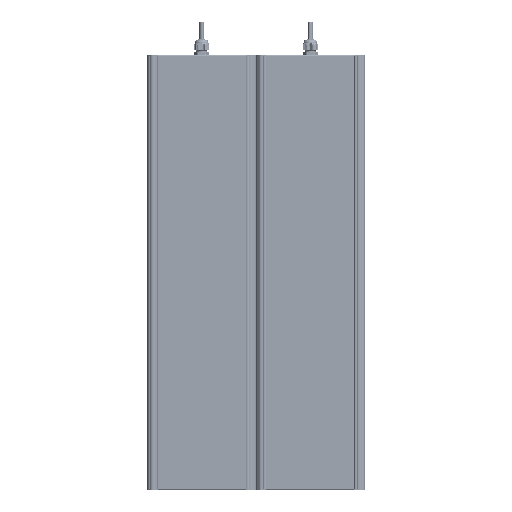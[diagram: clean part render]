
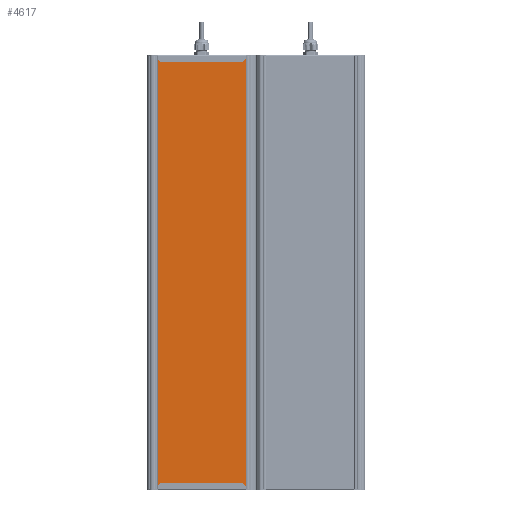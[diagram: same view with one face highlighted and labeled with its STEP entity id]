
A CAD part, front view. The second image highlights one B-rep face of the part: STEP entity #4617.
In plain terms, the highlighted face is planar.
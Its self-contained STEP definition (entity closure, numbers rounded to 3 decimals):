
#4617=ADVANCED_FACE('',(#14859),#14861,.T.);
#14859=FACE_BOUND('',#14860,.T.);
#14860=EDGE_LOOP('',(#45246,#45247,#45248,#45249));
#14861=PLANE('',#14862);
#14862=AXIS2_PLACEMENT_3D('',#14863,#14864,#14865);
#14863=CARTESIAN_POINT('',(2111.497,401.002,-34.582));
#14864=DIRECTION('',(0.,0.,-1.));
#14865=DIRECTION('',(0.,1.,0.));
#45246=ORIENTED_EDGE('',*,*,#53098,.F.);
#45247=ORIENTED_EDGE('',*,*,#53097,.T.);
#45248=ORIENTED_EDGE('',*,*,#53099,.F.);
#45249=ORIENTED_EDGE('',*,*,#53100,.F.);
#53097=EDGE_CURVE('',#59316,#59320,#59322,.T.);
#53098=EDGE_CURVE('',#59316,#59323,#59324,.T.);
#53099=EDGE_CURVE('',#59325,#59320,#59326,.T.);
#53100=EDGE_CURVE('',#59323,#59325,#59327,.T.);
#59316=VERTEX_POINT('',#79128);
#59320=VERTEX_POINT('',#79136);
#59322=LINE('',#79140,#79141);
#59323=VERTEX_POINT('',#79143);
#59324=LINE('',#79144,#79145);
#59325=VERTEX_POINT('',#79147);
#59326=LINE('',#79148,#79149);
#59327=LINE('',#79151,#79152);
#79128=CARTESIAN_POINT('',(2111.497,565.13,-34.582));
#79136=CARTESIAN_POINT('',(2857.497,565.13,-34.582));
#79140=CARTESIAN_POINT('',(2111.497,565.13,-34.582));
#79141=VECTOR('',#79142,1.);
#79142=DIRECTION('',(1.,0.,0.));
#79143=CARTESIAN_POINT('',(2111.497,401.002,-34.582));
#79144=CARTESIAN_POINT('',(2111.497,565.13,-34.582));
#79145=VECTOR('',#79146,1.);
#79146=DIRECTION('',(0.,-1.,0.));
#79147=CARTESIAN_POINT('',(2857.497,401.002,-34.582));
#79148=CARTESIAN_POINT('',(2857.497,401.002,-34.582));
#79149=VECTOR('',#79150,1.);
#79150=DIRECTION('',(0.,1.,0.));
#79151=CARTESIAN_POINT('',(2111.497,401.002,-34.582));
#79152=VECTOR('',#79153,1.);
#79153=DIRECTION('',(1.,0.,0.));
